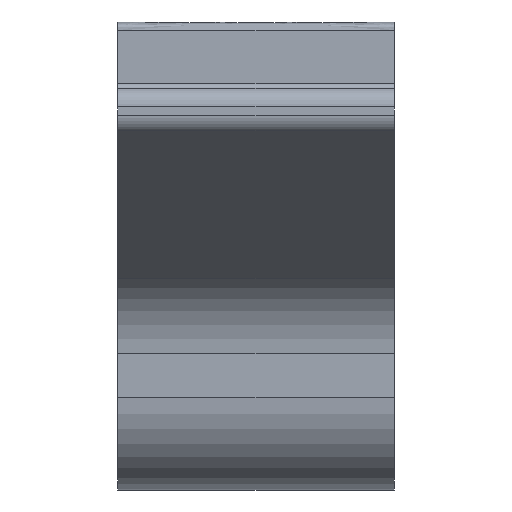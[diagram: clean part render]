
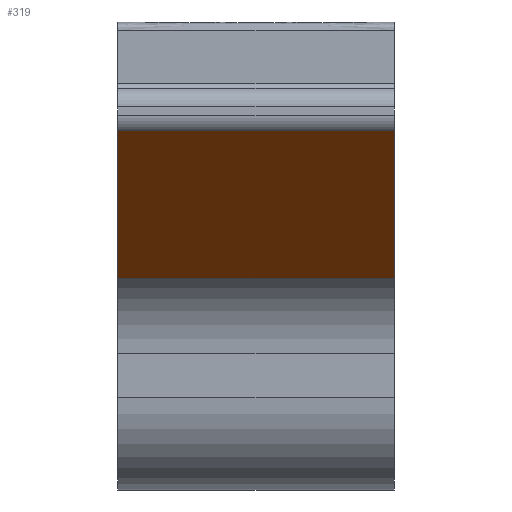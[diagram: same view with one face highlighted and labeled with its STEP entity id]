
A CAD part, left-side view. The second image highlights one B-rep face of the part: STEP entity #319.
In plain terms, the highlighted planar face has unit normal (-0.574, 0, -0.819).
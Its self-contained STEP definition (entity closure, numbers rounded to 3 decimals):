
#21 = EDGE_CURVE('',#22,#24,#26,.T.);
#22 = VERTEX_POINT('',#23);
#23 = CARTESIAN_POINT('',(-21.074,7.5,-4.549));
#24 = VERTEX_POINT('',#25);
#25 = CARTESIAN_POINT('',(-9.632,7.5,-12.56));
#26 = LINE('',#27,#28);
#27 = CARTESIAN_POINT('',(-21.5,7.5,-4.25));
#28 = VECTOR('',#29,1.);
#29 = DIRECTION('',(0.819,0.,-0.574));
#319 = ADVANCED_FACE('',(#320),#345,.F.);
#320 = FACE_BOUND('',#321,.F.);
#321 = EDGE_LOOP('',(#322,#323,#331,#339));
#322 = ORIENTED_EDGE('',*,*,#21,.F.);
#323 = ORIENTED_EDGE('',*,*,#324,.T.);
#324 = EDGE_CURVE('',#22,#325,#327,.T.);
#325 = VERTEX_POINT('',#326);
#326 = CARTESIAN_POINT('',(-21.074,-7.5,-4.549));
#327 = LINE('',#328,#329);
#328 = CARTESIAN_POINT('',(-21.074,7.5,-4.549));
#329 = VECTOR('',#330,1.);
#330 = DIRECTION('',(0.,-1.,0.));
#331 = ORIENTED_EDGE('',*,*,#332,.T.);
#332 = EDGE_CURVE('',#325,#333,#335,.T.);
#333 = VERTEX_POINT('',#334);
#334 = CARTESIAN_POINT('',(-9.632,-7.5,-12.56));
#335 = LINE('',#336,#337);
#336 = CARTESIAN_POINT('',(-21.5,-7.5,-4.25));
#337 = VECTOR('',#338,1.);
#338 = DIRECTION('',(0.819,0.,-0.574));
#339 = ORIENTED_EDGE('',*,*,#340,.F.);
#340 = EDGE_CURVE('',#24,#333,#341,.T.);
#341 = LINE('',#342,#343);
#342 = CARTESIAN_POINT('',(-9.632,7.5,-12.56));
#343 = VECTOR('',#344,1.);
#344 = DIRECTION('',(0.,-1.,0.));
#345 = PLANE('',#346);
#346 = AXIS2_PLACEMENT_3D('',#347,#348,#349);
#347 = CARTESIAN_POINT('',(-21.5,7.5,-4.25));
#348 = DIRECTION('',(0.574,0.,0.819));
#349 = DIRECTION('',(0.819,0.,-0.574));
